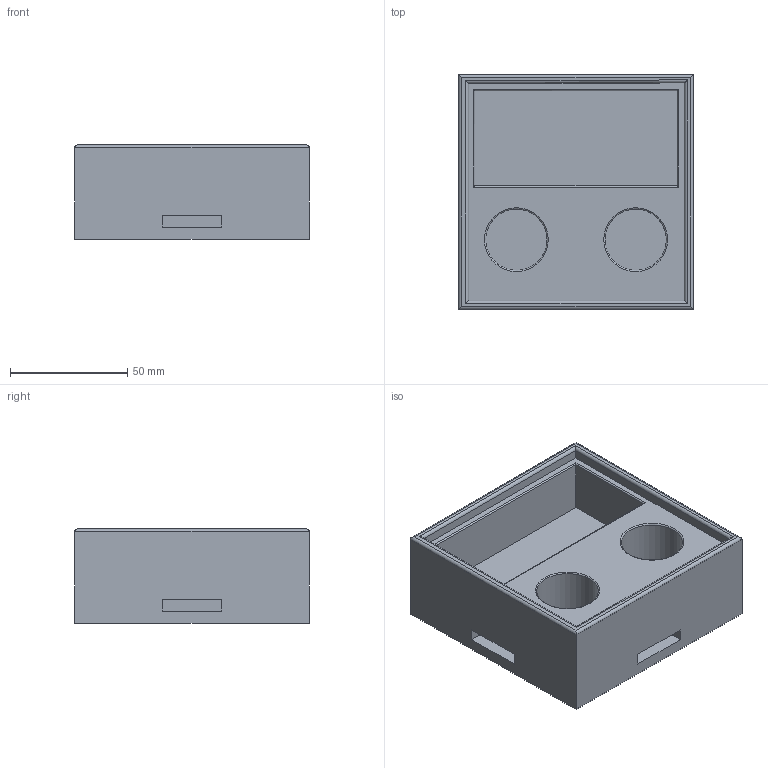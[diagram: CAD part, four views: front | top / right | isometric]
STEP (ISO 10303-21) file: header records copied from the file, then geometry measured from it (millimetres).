
FILE_DESCRIPTION(/* description */ (''),/* implementation_level */ '2;1');
FILE_NAME(/* name */ 'Meter Holder.step',/* time_stamp */ '2024-07-20T14:59:25-05:00',/* author */ (''),/* organization */ (''),/* preprocessor_version */ 'ST-DEVELOPER v20',/* originating_system */ 'Autodesk Translation Framework v13.14.0.145',/* authorisation */ '');
FILE_SCHEMA (('AUTOMOTIVE_DESIGN { 1 0 10303 214 3 1 1 }'));
Length unit declared in the file: inch
Products named in the file (1): Meter Holder
Bounding box: 100 x 100 x 40.08 mm (x, y, z)
Volume: 243227.4 mm3; surface area: 50474.2 mm2
Topology: 1 solids, 1 shells, 54 faces, 118 edges, 74 vertices
Faces by surface type: plane 38, cylinder 14, torus 2
Full cylindrical faces by diameter (mm): 26.162 x2
Entity records: 1485 total; most frequent: DIRECTION 248, CARTESIAN_POINT 247, ORIENTED_EDGE 236, EDGE_CURVE 118, LINE 98, VECTOR 98, AXIS2_PLACEMENT_3D 75, VERTEX_POINT 74
